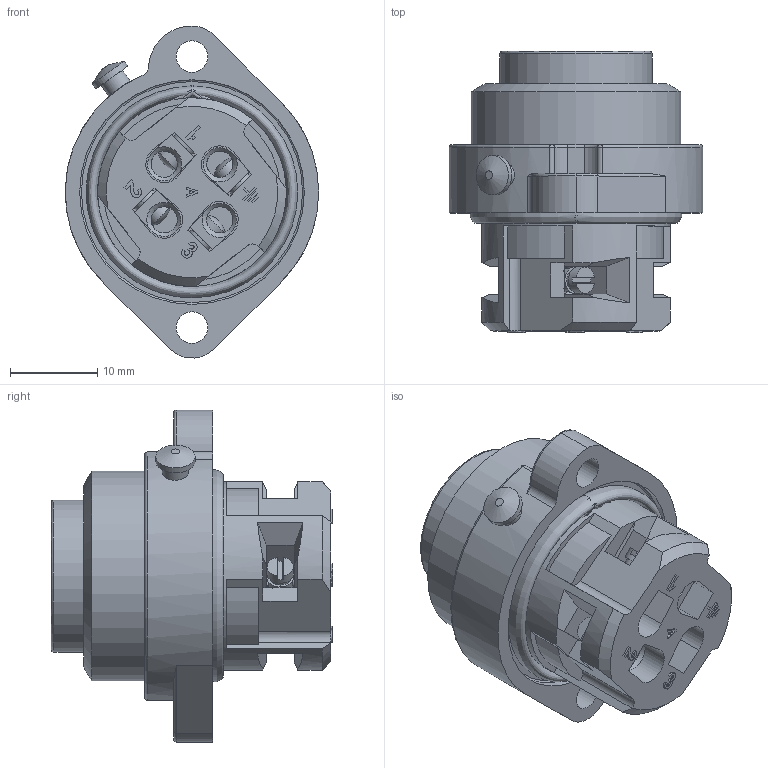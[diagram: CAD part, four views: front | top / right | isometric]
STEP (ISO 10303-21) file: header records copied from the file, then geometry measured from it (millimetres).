
FILE_DESCRIPTION(/* description */ (''),/* implementation_level */ '2;1');
FILE_NAME(/* name */ 'c016 20c003 x00 12nxc001-01.stp',/* time_stamp */ '2019-07-08T09:42:39+02:00',/* author */ (''),/* organization */ (''),/* preprocessor_version */ 'ST-DEVELOPER v16.7',/* originating_system */ 'SIEMENS PLM Software NX 12.0',/* authorisation */ '');
FILE_SCHEMA (('AUTOMOTIVE_DESIGN { 1 0 10303 214 3 1 1 1 }'));
Length unit declared in the file: millimetre
Products named in the file (1): c016 20c003 x00 12nxc001-01
Bounding box: 29 x 32.2 x 37.99 mm (x, y, z)
Volume: 11785.7 mm3; surface area: 9001.7 mm2
Topology: 2 solids, 2 shells, 841 faces, 2337 edges, 1547 vertices
Faces by surface type: plane 579, cylinder 129, extrusion 72, torus 30, cone 17, bspline 8, sphere 4, revolution 2
Full cylindrical faces by diameter (mm): 2 x4, 2.05 x4, 2.4 x4, 3 x13, 3.6 x2, 4.5 x1, 13.7 x1, 17.4 x1, 21.6 x2, 24 x1, 25.7 x1
Entity records: 29690 total; most frequent: CARTESIAN_POINT 8930, ORIENTED_EDGE 4436, DIRECTION 3693, EDGE_CURVE 2218, VERTEX_POINT 1505, VECTOR 1375, LINE 1303, AXIS2_PLACEMENT_3D 1158
